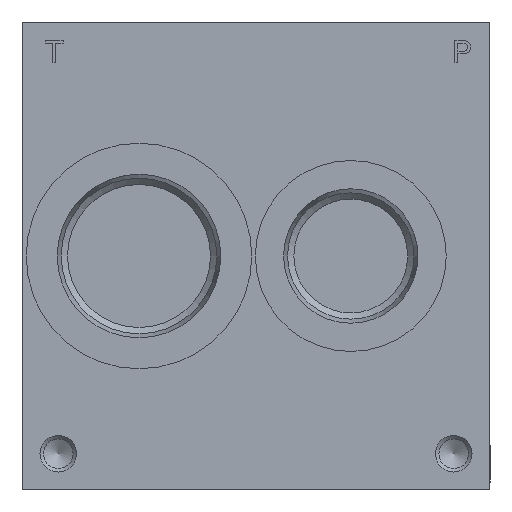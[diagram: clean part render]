
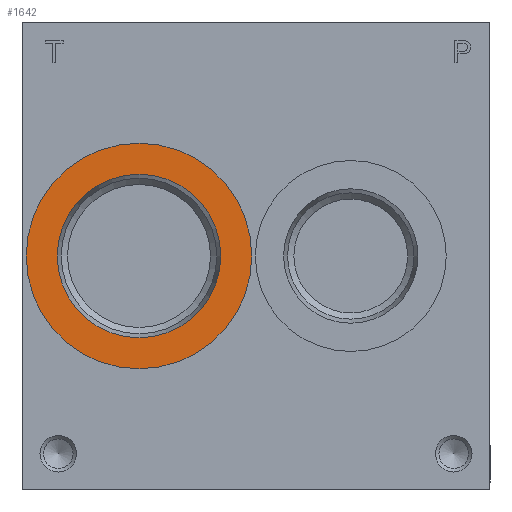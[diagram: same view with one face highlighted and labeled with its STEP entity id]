
A CAD part, left-side view. The second image highlights one B-rep face of the part: STEP entity #1642.
In plain terms, the highlighted planar face has unit normal (-1, 0, 0).
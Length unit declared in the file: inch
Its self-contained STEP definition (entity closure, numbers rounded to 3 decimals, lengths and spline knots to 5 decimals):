
#1642 = ADVANCED_FACE( '', ( #3671, #3672 ), #3673, .T. );
#3671 = FACE_BOUND( '', #5876, .T. );
#3672 = FACE_OUTER_BOUND( '', #5877, .T. );
#3673 = PLANE( '', #5878 );
#5876 = EDGE_LOOP( '', ( #10297 ) );
#5877 = EDGE_LOOP( '', ( #10298 ) );
#5878 = AXIS2_PLACEMENT_3D( '', #10299, #10300, #10301 );
#10297 = ORIENTED_EDGE( '', *, *, #11717, .T. );
#10298 = ORIENTED_EDGE( '', *, *, #12913, .F. );
#10299 = CARTESIAN_POINT( '', ( 0.031, 3.964, 2. ) );
#10300 = DIRECTION( '', ( -1., 0., 0. ) );
#10301 = DIRECTION( '', ( 0., 0., 1. ) );
#11717 = EDGE_CURVE( '', #13907, #13907, #13908, .T. );
#12913 = EDGE_CURVE( '', #15609, #15609, #15610, .T. );
#13907 = VERTEX_POINT( '', #16860 );
#13908 = CIRCLE( '', #16861, 0.699 );
#15609 = VERTEX_POINT( '', #19106 );
#15610 = CIRCLE( '', #19107, 0.964 );
#16860 = CARTESIAN_POINT( '', ( 0.031, 3., 1.301 ) );
#16861 = AXIS2_PLACEMENT_3D( '', #19952, #19953, #19954 );
#19106 = CARTESIAN_POINT( '', ( 0.031, 3., 1.036 ) );
#19107 = AXIS2_PLACEMENT_3D( '', #21240, #21241, #21242 );
#19952 = CARTESIAN_POINT( '', ( 0.031, 3., 2. ) );
#19953 = DIRECTION( '', ( 1., 0., 0. ) );
#19954 = DIRECTION( '', ( 0., 0., -1. ) );
#21240 = CARTESIAN_POINT( '', ( 0.031, 3., 2. ) );
#21241 = DIRECTION( '', ( 1., 0., 0. ) );
#21242 = DIRECTION( '', ( 0., 0., -1. ) );
